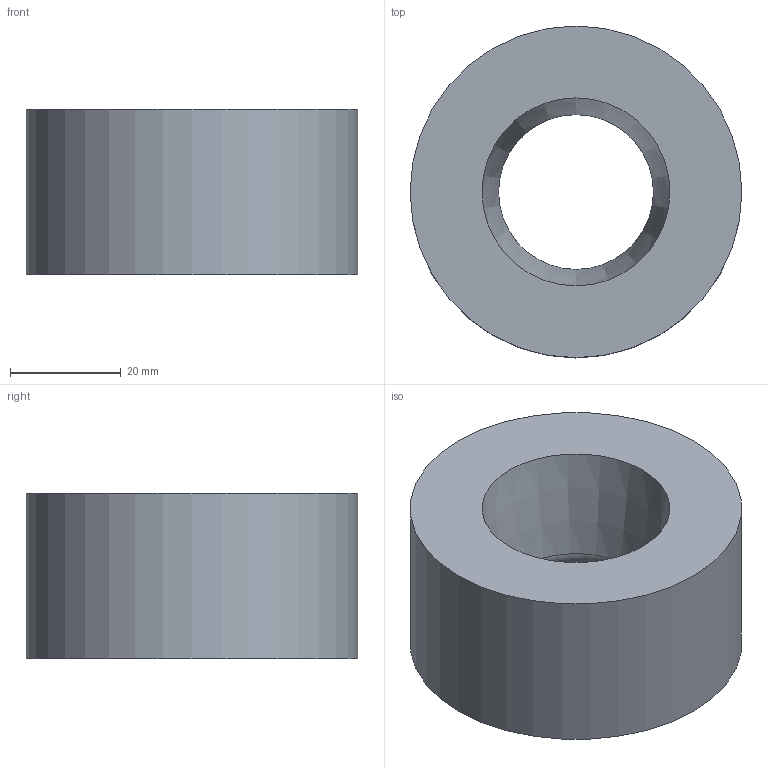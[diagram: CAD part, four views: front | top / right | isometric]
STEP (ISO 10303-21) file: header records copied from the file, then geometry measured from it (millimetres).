
FILE_DESCRIPTION(/* description */ (''),/* implementation_level */ '2;1');
FILE_NAME(/* name */ 'Col tuyre graphite 2-H_.step',/* time_stamp */ '2023-09-19T22:03:10+02:00',/* author */ (''),/* organization */ (''),/* preprocessor_version */ 'ST-DEVELOPER v20',/* originating_system */ 'Autodesk Translation Framework v12.14.0.127',/* authorisation */ '');
FILE_SCHEMA (('AUTOMOTIVE_DESIGN { 1 0 10303 214 3 1 1 }'));
Length unit declared in the file: millimetre
Products named in the file (1): Col tuyère graphite 2-H
Bounding box: 60 x 60 x 30 mm (x, y, z)
Volume: 62583.2 mm3; surface area: 12525 mm2
Topology: 1 solids, 1 shells, 6 faces, 12 edges, 8 vertices
Faces by surface type: cone 2, plane 2, cylinder 1, torus 1
Full cylindrical faces by diameter (mm): 60 x1
Entity records: 202 total; most frequent: DIRECTION 35, CARTESIAN_POINT 27, ORIENTED_EDGE 24, AXIS2_PLACEMENT_3D 16, EDGE_CURVE 12, CIRCLE 9, EDGE_LOOP 8, VERTEX_POINT 8
